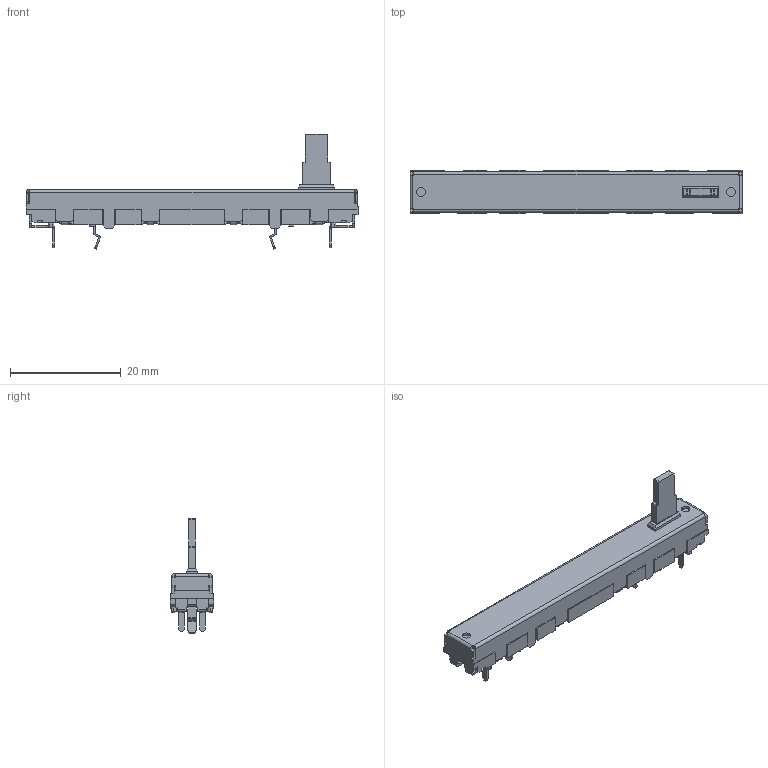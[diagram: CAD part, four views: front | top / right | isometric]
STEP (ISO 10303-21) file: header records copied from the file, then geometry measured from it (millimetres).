
FILE_DESCRIPTION (( 'STEP AP214' ), '1' );
FILE_NAME ('RS45111A900F.STEP', '2012-02-08T02:41:01', ( '' ), ( '' ), 'SwSTEP 2.0', 'SolidWorks 2010', '' );
FILE_SCHEMA (( 'AUTOMOTIVE_DESIGN' ));
Length unit declared in the file: millimetre
Products named in the file (1): RS45111A900F
Bounding box: 60 x 7.8 x 20.8 mm (x, y, z)
Volume: 2702.8 mm3; surface area: 2252 mm2
Topology: 1 solids, 1 shells, 795 faces, 2107 edges, 1312 vertices
Faces by surface type: plane 674, cylinder 105, bspline 16
Entity records: 32718 total; most frequent: CARTESIAN_POINT 4531, ORIENTED_EDGE 4214, DIRECTION 3789, EDGE_CURVE 2107, LINE 1833, VECTOR 1833, VERTEX_POINT 1312, AXIS2_PLACEMENT_3D 978
